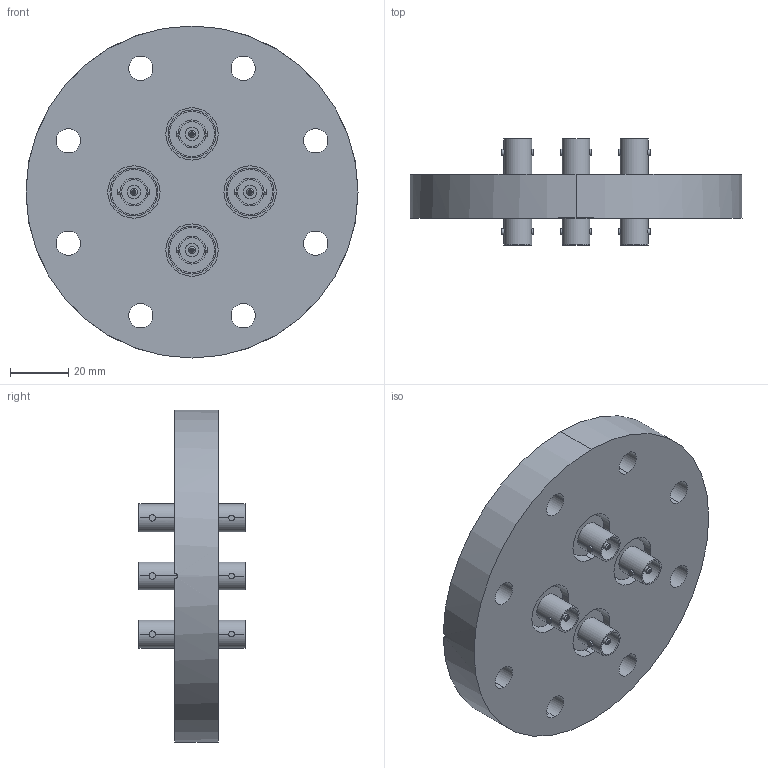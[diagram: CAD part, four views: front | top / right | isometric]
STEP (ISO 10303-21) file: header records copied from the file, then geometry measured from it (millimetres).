
FILE_DESCRIPTION (( 'STEP AP214' ), '1' );
FILE_NAME ('242-BNCDF50-C63-4.step', '2025-02-18T20:46:26', ( '' ), ( '' ), 'SwSTEP 2.0', 'SolidWorks 2022', '' );
FILE_SCHEMA (( 'AUTOMOTIVE_DESIGN' ));
Length unit declared in the file: millimetre
Products named in the file (5): 9411-C63-16.5-4_411-CB63; 9242-BNCDF50-IFW-2; 242-BNCDF50-I; 242-BNCDF50-C63-4; 9242-BNCDF50-IFW-1
Assembly tree (7 placements, depth 3):
  242-BNCDF50-C63-4
    9411-C63-16.5-4_411-CB63
    242-BNCDF50-I  x4
      9242-BNCDF50-IFW-1
      9242-BNCDF50-IFW-2
Bounding box: 114.3 x 36.5 x 114.3 mm (x, y, z)
Volume: 135376 mm3; surface area: 44174 mm2
Topology: 9 solids, 9 shells, 282 faces, 600 edges, 380 vertices
Faces by surface type: cylinder 174, plane 80, cone 20, torus 8
Entity records: 3590 total; most frequent: CARTESIAN_POINT 721, DIRECTION 620, ORIENTED_EDGE 492, AXIS2_PLACEMENT_3D 267, EDGE_CURVE 246, VERTEX_POINT 158, CIRCLE 148, EDGE_LOOP 148
